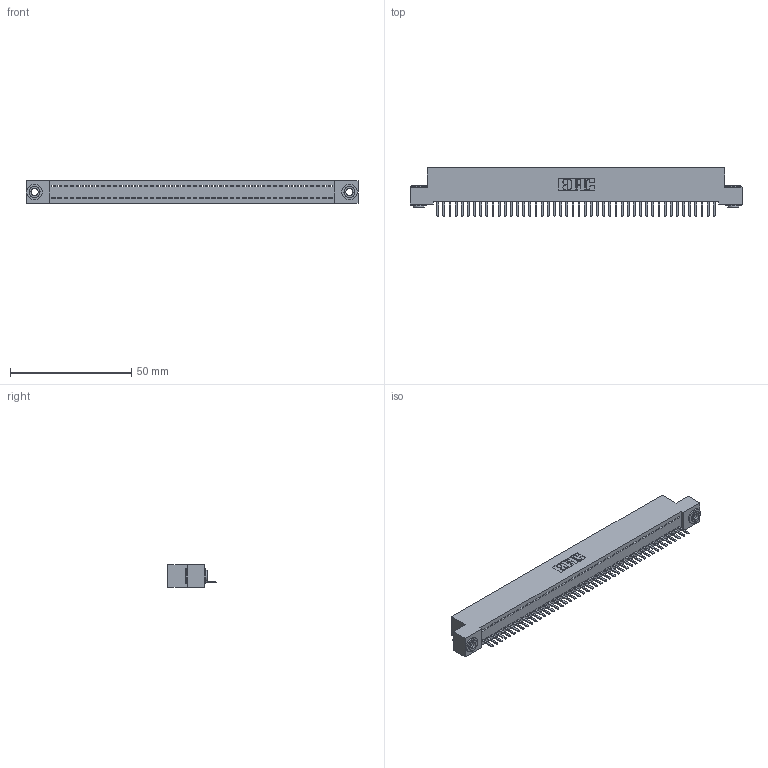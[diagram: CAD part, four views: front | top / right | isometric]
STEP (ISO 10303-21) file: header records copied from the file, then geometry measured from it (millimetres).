
FILE_DESCRIPTION (( 'STEP AP203' ), '1' );
FILE_NAME ('342-046-520-103.STEP', '2018-08-12T15:46:30', ( '' ), ( '' ), 'SwSTEP 2.0', 'SolidWorks 2016', '' );
FILE_SCHEMA (( 'CONFIG_CONTROL_DESIGN' ));
Length unit declared in the file: inch
Products named in the file (4): 345-292-001_345-293-120; 342-250-002_345-250-002-102; 342-046-520-103; 342 Part_.156 TH
Assembly tree (49 placements, depth 2):
  342-046-520-103
    342 Part_.156 TH
    345-292-001_345-293-120  x46
    342-250-002_345-250-002-102  x2
Bounding box: 137.16 x 20.02 x 9.4 mm (x, y, z)
Volume: 11931.4 mm3; surface area: 17398.4 mm2
Topology: 49 solids, 49 shells, 3000 faces, 8839 edges, 5766 vertices
Faces by surface type: plane 2100, cylinder 892, cone 8
Entity records: 28236 total; most frequent: CARTESIAN_POINT 4859, ORIENTED_EDGE 4822, DIRECTION 4113, EDGE_CURVE 2411, VECTOR 2255, LINE 2255, VERTEX_POINT 1602, AXIS2_PLACEMENT_3D 929
